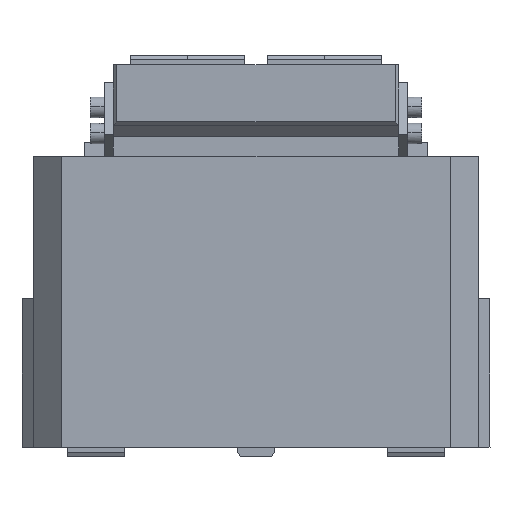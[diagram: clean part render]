
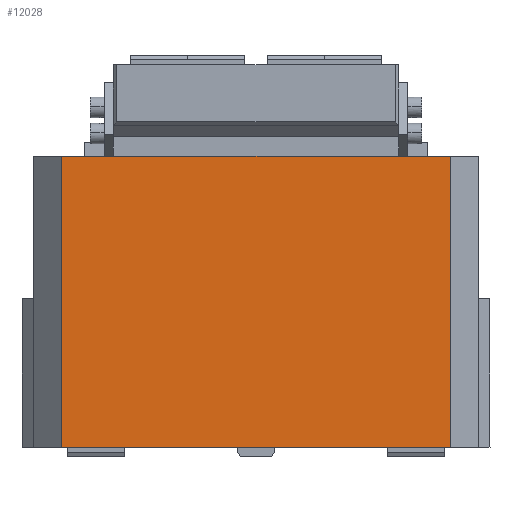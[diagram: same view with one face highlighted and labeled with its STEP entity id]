
A CAD part, left-side view. The second image highlights one B-rep face of the part: STEP entity #12028.
In plain terms, the highlighted planar face has unit normal (-1, 0, 0).
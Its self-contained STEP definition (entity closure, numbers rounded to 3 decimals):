
#10833=CARTESIAN_POINT('Vertex',(0.,-170.,0.)) ;
#10836=CARTESIAN_POINT('Line Origine',(0.,0.,0.)) ;
#10840=CARTESIAN_POINT('Vertex',(0.,170.,0.)) ;
#11986=CARTESIAN_POINT('Line Origine',(0.,170.,127.5)) ;
#11990=CARTESIAN_POINT('Vertex',(0.,170.,255.)) ;
#12005=CARTESIAN_POINT('Axis2P3D Location',(0.,0.,235.)) ;
#12010=CARTESIAN_POINT('Line Origine',(0.,0.,255.)) ;
#12014=CARTESIAN_POINT('Vertex',(0.,-170.,255.)) ;
#12017=CARTESIAN_POINT('Line Origine',(0.,-170.,127.5)) ;
#10837=DIRECTION('Vector Direction',(0.,1.,0.)) ;
#11987=DIRECTION('Vector Direction',(0.,0.,1.)) ;
#12006=DIRECTION('Axis2P3D Direction',(-1.,0.,0.)) ;
#12007=DIRECTION('Axis2P3D XDirection',(0.,-1.,0.)) ;
#12011=DIRECTION('Vector Direction',(0.,1.,0.)) ;
#12018=DIRECTION('Vector Direction',(0.,0.,-1.)) ;
#12008=AXIS2_PLACEMENT_3D('Plane Axis2P3D',#12005,#12006,#12007) ;
#12023=ORIENTED_EDGE('',*,*,#12016,.T.) ;
#12024=ORIENTED_EDGE('',*,*,#11992,.F.) ;
#12025=ORIENTED_EDGE('',*,*,#10842,.F.) ;
#12026=ORIENTED_EDGE('',*,*,#12021,.F.) ;
#10838=VECTOR('Line Direction',#10837,1.) ;
#11988=VECTOR('Line Direction',#11987,1.) ;
#12012=VECTOR('Line Direction',#12011,1.) ;
#12019=VECTOR('Line Direction',#12018,1.) ;
#12028=ADVANCED_FACE('CAM HOLDER',(#12027),#12009,.T.) ;
#10842=EDGE_CURVE('',#10834,#10841,#10839,.T.) ;
#11992=EDGE_CURVE('',#10841,#11991,#11989,.T.) ;
#12016=EDGE_CURVE('',#12015,#11991,#12013,.T.) ;
#12021=EDGE_CURVE('',#12015,#10834,#12020,.T.) ;
#12022=EDGE_LOOP('',(#12023,#12024,#12025,#12026)) ;
#12027=FACE_OUTER_BOUND('',#12022,.T.) ;
#10839=LINE('Line',#10836,#10838) ;
#11989=LINE('Line',#11986,#11988) ;
#12013=LINE('Line',#12010,#12012) ;
#12020=LINE('Line',#12017,#12019) ;
#12009=PLANE('Plane',#12008) ;
#10834=VERTEX_POINT('',#10833) ;
#10841=VERTEX_POINT('',#10840) ;
#11991=VERTEX_POINT('',#11990) ;
#12015=VERTEX_POINT('',#12014) ;
